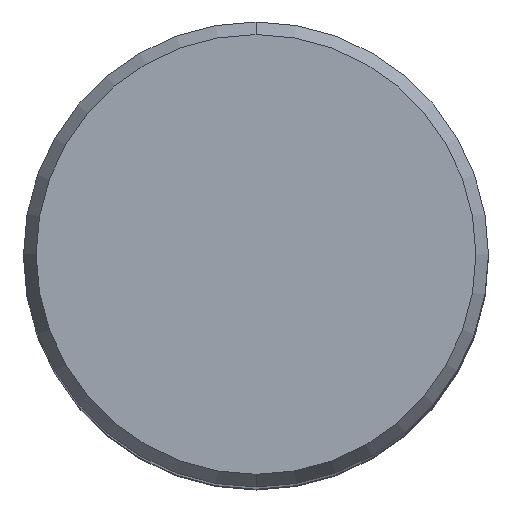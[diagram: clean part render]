
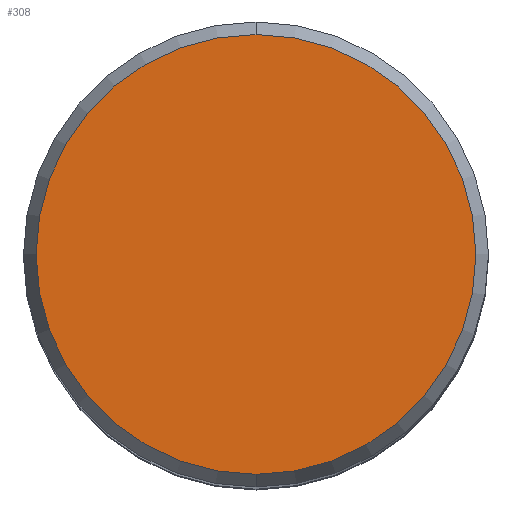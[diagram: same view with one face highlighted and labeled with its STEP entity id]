
A CAD part, top view. The second image highlights one B-rep face of the part: STEP entity #308.
In plain terms, the highlighted planar face has unit normal (0, 0, 1).
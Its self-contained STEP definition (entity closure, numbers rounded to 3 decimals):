
#196=VERTEX_POINT('',#472);
#202=EDGE_CURVE('',#302,#196,#478,.T.);
#254=EDGE_CURVE('',#196,#302,#537,.T.);
#302=VERTEX_POINT('',#592);
#308=ADVANCED_FACE('',(#598),#599,.T.);
#472=CARTESIAN_POINT('',(0.,-12.012,0.0));
#478=CIRCLE('',#786,12.012);
#537=CIRCLE('',#858,12.012);
#592=CARTESIAN_POINT('',(0.0,12.012,0.0));
#598=FACE_OUTER_BOUND('',#937,.T.);
#599=PLANE('',#938);
#786=AXIS2_PLACEMENT_3D('',#1139,#1140,#1141);
#858=AXIS2_PLACEMENT_3D('',#1226,#1227,#1228);
#937=EDGE_LOOP('',(#1311,#1312));
#938=AXIS2_PLACEMENT_3D('',#1313,#1314,#1315);
#1139=CARTESIAN_POINT('',(0.0,0.0,0.0));
#1140=DIRECTION('',(0.0,0.0,-1.0));
#1141=DIRECTION('',(0.0,1.0,0.0));
#1226=CARTESIAN_POINT('',(0.0,0.0,0.0));
#1227=DIRECTION('',(0.0,0.0,-1.0));
#1228=DIRECTION('',(0.0,1.0,0.0));
#1311=ORIENTED_EDGE('',*,*,#202,.F.);
#1312=ORIENTED_EDGE('',*,*,#254,.F.);
#1313=CARTESIAN_POINT('',(0.0,6.006,0.0));
#1314=DIRECTION('',(-0.0,0.0,1.0));
#1315=DIRECTION('',(0.0,-1.0,0.0));
